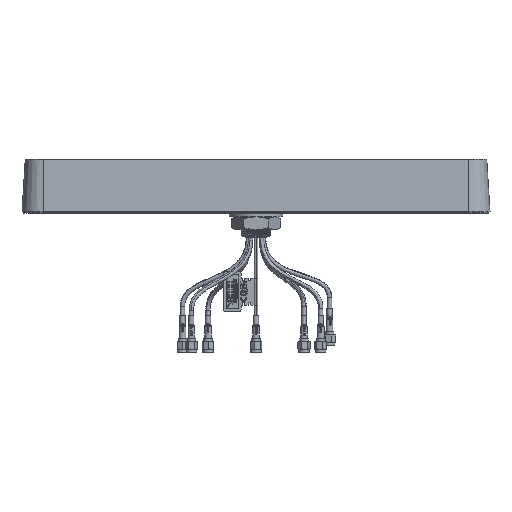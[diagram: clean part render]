
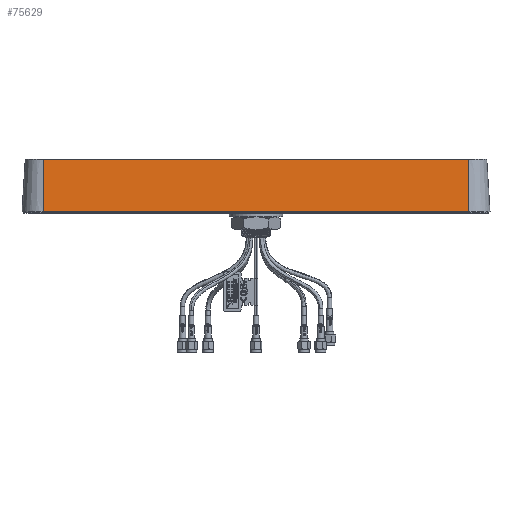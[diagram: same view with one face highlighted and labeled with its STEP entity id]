
A CAD part, front view. The second image highlights one B-rep face of the part: STEP entity #75629.
In plain terms, the highlighted planar face has unit normal (0, -0.998, 0.061).
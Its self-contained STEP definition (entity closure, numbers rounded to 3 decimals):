
#5984 = VECTOR ( 'NONE', #71449, 1000. ) ;
#7720 = VERTEX_POINT ( 'NONE', #47997 ) ;
#15697 = FACE_OUTER_BOUND ( 'NONE', #29507, .T. ) ;
#22466 = PLANE ( 'NONE',  #32399 ) ;
#23905 = VERTEX_POINT ( 'NONE', #62991 ) ;
#23999 = VERTEX_POINT ( 'NONE', #86832 ) ;
#29507 = EDGE_LOOP ( 'NONE', ( #77004, #65615, #30925, #42563 ) ) ;
#30235 = LINE ( 'NONE', #43385, #35608 ) ;
#30668 = CARTESIAN_POINT ( 'NONE',  ( -159., -32.615, 38. ) ) ;
#30925 = ORIENTED_EDGE ( 'NONE', *, *, #53632, .T. ) ;
#32399 = AXIS2_PLACEMENT_3D ( 'NONE', #58173, #50541, #37422 ) ;
#34155 = EDGE_CURVE ( 'NONE', #23905, #23999, #36680, .T. ) ;
#35608 = VECTOR ( 'NONE', #42507, 1000. ) ;
#36680 = LINE ( 'NONE', #43914, #5984 ) ;
#37422 = DIRECTION ( 'NONE',  ( -1., 0., 0. ) ) ;
#42507 = DIRECTION ( 'NONE',  ( 1., 0., 0. ) ) ;
#42563 = ORIENTED_EDGE ( 'NONE', *, *, #34155, .T. ) ;
#43385 = CARTESIAN_POINT ( 'NONE',  ( 0., -32.615, 38. ) ) ;
#43405 = CARTESIAN_POINT ( 'NONE',  ( -175., -35., -1. ) ) ;
#43914 = CARTESIAN_POINT ( 'NONE',  ( 159., -35., -1. ) ) ;
#45950 = LINE ( 'NONE', #43405, #53052 ) ;
#47997 = CARTESIAN_POINT ( 'NONE',  ( -159., -35., -1. ) ) ;
#50541 = DIRECTION ( 'NONE',  ( 0., -0.998, 0.061 ) ) ;
#51824 = DIRECTION ( 'NONE',  ( 1., 0., 0. ) ) ;
#53052 = VECTOR ( 'NONE', #51824, 1000. ) ;
#53632 = EDGE_CURVE ( 'NONE', #7720, #23905, #45950, .T. ) ;
#58173 = CARTESIAN_POINT ( 'NONE',  ( -175., -35., -1. ) ) ;
#59808 = DIRECTION ( 'NONE',  ( 0., -0.061, -0.998 ) ) ;
#62991 = CARTESIAN_POINT ( 'NONE',  ( 159., -35., -1. ) ) ;
#65615 = ORIENTED_EDGE ( 'NONE', *, *, #86424, .T. ) ;
#65694 = CARTESIAN_POINT ( 'NONE',  ( -159., -35., -1. ) ) ;
#71449 = DIRECTION ( 'NONE',  ( 0., 0.061, 0.998 ) ) ;
#75629 = ADVANCED_FACE ( 'NONE', ( #15697 ), #22466, .T. ) ;
#77004 = ORIENTED_EDGE ( 'NONE', *, *, #89592, .F. ) ;
#79285 = LINE ( 'NONE', #65694, #82245 ) ;
#82245 = VECTOR ( 'NONE', #59808, 1000. ) ;
#86424 = EDGE_CURVE ( 'NONE', #88384, #7720, #79285, .T. ) ;
#86832 = CARTESIAN_POINT ( 'NONE',  ( 159., -32.615, 38. ) ) ;
#88384 = VERTEX_POINT ( 'NONE', #30668 ) ;
#89592 = EDGE_CURVE ( 'NONE', #88384, #23999, #30235, .T. ) ;
